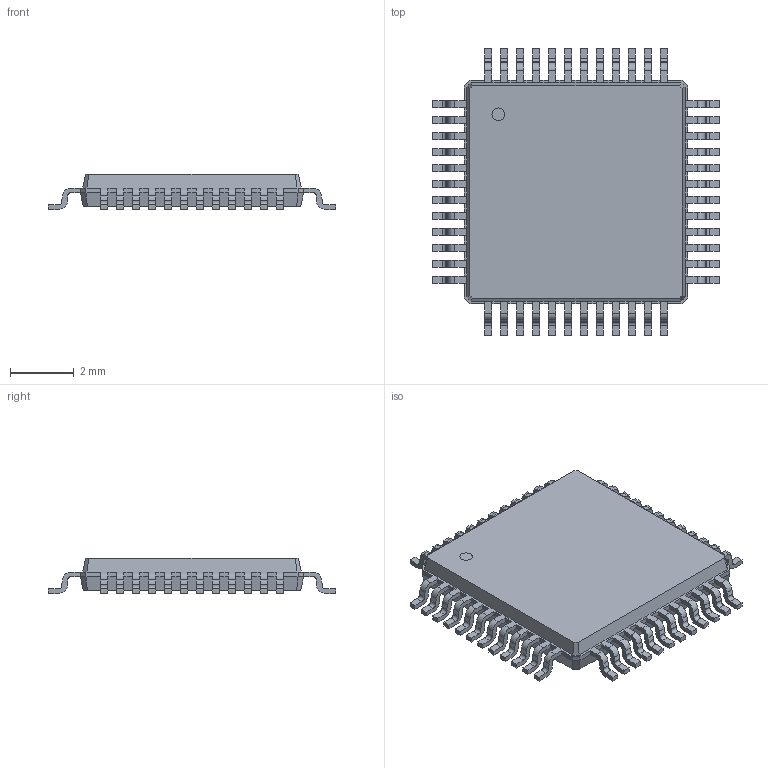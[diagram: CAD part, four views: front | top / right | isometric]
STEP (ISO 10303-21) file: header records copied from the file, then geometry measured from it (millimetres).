
FILE_DESCRIPTION(/* description */ ('model of TQFP-48_7x7mm_P0.5mm'),/* implementation_level */ '2;1');
FILE_NAME(/* name */ 'TQFP-48_7x7mm_P0.5mm.step',/* author */ ('KiCAD','kicad'),/* organization */ ('OCCT'),/* preprocessor_version */ '',/* originating_system */ 'KiCAD',/* authorisation */ '');
FILE_SCHEMA(('AUTOMOTIVE_DESIGN { 1 0 10303 214 1 1 1 1 }'));
Length unit declared in the file: millimetre
Products named in the file (1): TQFP-48_7x7mm_P0.5mm
Bounding box: 9 x 9 x 1.1 mm (x, y, z)
Volume: 49.2 mm3; surface area: 169.3 mm2
Topology: 1 solids, 1 shells, 747 faces, 2033 edges, 1289 vertices
Faces by surface type: plane 539, cylinder 192, bspline 16
Entity records: 15076 total; most frequent: ORIENTED_EDGE 3481, EDGE_CURVE 2033, CARTESIAN_POINT 1868, VERTEX_POINT 1289, LINE 1288, AXIS2_PLACEMENT_3D 950, FACE_BOUND 748, ADVANCED_FACE 747
